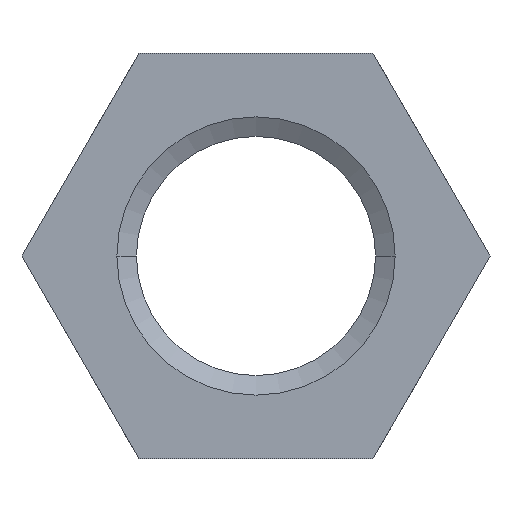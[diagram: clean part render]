
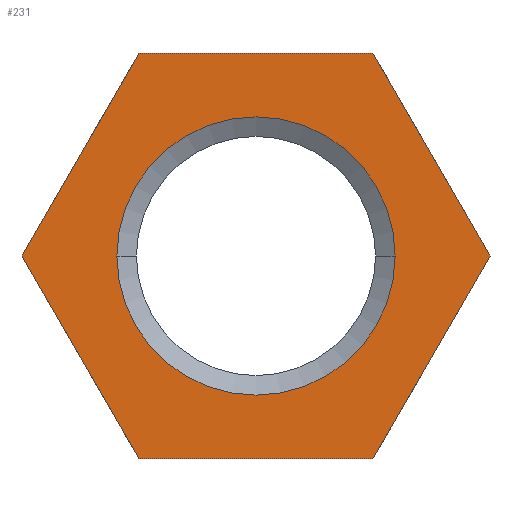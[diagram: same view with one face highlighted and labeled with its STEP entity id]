
A CAD part, front view. The second image highlights one B-rep face of the part: STEP entity #231.
In plain terms, the highlighted planar face has unit normal (0, -1, 0).
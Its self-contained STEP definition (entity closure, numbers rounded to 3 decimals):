
#5=DIRECTION('',(1.,0.,0.));
#6=VECTOR('',#5,28.868);
#7=CARTESIAN_POINT('',(-14.434,0.,25.));
#8=LINE('',#7,#6);
#9=DIRECTION('',(0.5,0.,-0.866));
#10=VECTOR('',#9,28.868);
#11=CARTESIAN_POINT('',(14.434,0.,25.));
#12=LINE('',#11,#10);
#13=DIRECTION('',(-0.5,0.,-0.866));
#14=VECTOR('',#13,28.868);
#15=CARTESIAN_POINT('',(28.868,0.,0.));
#16=LINE('',#15,#14);
#17=DIRECTION('',(-1.,0.,0.));
#18=VECTOR('',#17,28.868);
#19=CARTESIAN_POINT('',(14.434,0.,-25.));
#20=LINE('',#19,#18);
#21=DIRECTION('',(-0.5,0.,0.866));
#22=VECTOR('',#21,28.868);
#23=CARTESIAN_POINT('',(-14.434,0.,-25.));
#24=LINE('',#23,#22);
#25=DIRECTION('',(0.5,0.,0.866));
#26=VECTOR('',#25,28.868);
#27=CARTESIAN_POINT('',(-28.868,0.,0.));
#28=LINE('',#27,#26);
#29=CARTESIAN_POINT('',(0.,0.,0.));
#30=DIRECTION('',(0.,1.,0.));
#31=DIRECTION('',(1.,0.,0.));
#32=AXIS2_PLACEMENT_3D('',#29,#30,#31);
#34=CARTESIAN_POINT('',(0.,0.,0.));
#35=DIRECTION('',(0.,1.,0.));
#36=DIRECTION('',(-1.,0.,0.));
#37=AXIS2_PLACEMENT_3D('',#34,#35,#36);
#147=CARTESIAN_POINT('',(-14.434,0.,25.));
#148=CARTESIAN_POINT('',(14.434,0.,25.));
#149=VERTEX_POINT('',#147);
#150=VERTEX_POINT('',#148);
#151=CARTESIAN_POINT('',(28.868,0.,0.));
#152=VERTEX_POINT('',#151);
#153=CARTESIAN_POINT('',(14.434,0.,-25.));
#154=VERTEX_POINT('',#153);
#155=CARTESIAN_POINT('',(-14.434,0.,-25.));
#156=VERTEX_POINT('',#155);
#157=CARTESIAN_POINT('',(-28.868,0.,0.));
#158=VERTEX_POINT('',#157);
#171=CARTESIAN_POINT('',(17.16,0.,0.));
#172=CARTESIAN_POINT('',(-17.16,0.,0.));
#173=VERTEX_POINT('',#171);
#174=VERTEX_POINT('',#172);
#207=CARTESIAN_POINT('',(0.,0.,0.));
#208=DIRECTION('',(0.,1.,0.));
#209=DIRECTION('',(1.,0.,0.));
#210=AXIS2_PLACEMENT_3D('',#207,#208,#209);
#211=PLANE('',#210);
#213=ORIENTED_EDGE('',*,*,#212,.T.);
#215=ORIENTED_EDGE('',*,*,#214,.T.);
#217=ORIENTED_EDGE('',*,*,#216,.T.);
#219=ORIENTED_EDGE('',*,*,#218,.T.);
#221=ORIENTED_EDGE('',*,*,#220,.T.);
#223=ORIENTED_EDGE('',*,*,#222,.T.);
#224=EDGE_LOOP('',(#213,#215,#217,#219,#221,#223));
#225=FACE_OUTER_BOUND('',#224,.F.);
#227=ORIENTED_EDGE('',*,*,#226,.F.);
#228=ORIENTED_EDGE('',*,*,#196,.F.);
#229=EDGE_LOOP('',(#227,#228));
#230=FACE_BOUND('',#229,.F.);
#231=ADVANCED_FACE('',(#225,#230),#211,.F.);
#33=CIRCLE('',#32,17.16);
#38=CIRCLE('',#37,17.16);
#196=EDGE_CURVE('',#174,#173,#38,.T.);
#212=EDGE_CURVE('',#149,#150,#8,.T.);
#214=EDGE_CURVE('',#150,#152,#12,.T.);
#216=EDGE_CURVE('',#152,#154,#16,.T.);
#218=EDGE_CURVE('',#154,#156,#20,.T.);
#220=EDGE_CURVE('',#156,#158,#24,.T.);
#222=EDGE_CURVE('',#158,#149,#28,.T.);
#226=EDGE_CURVE('',#173,#174,#33,.T.);
